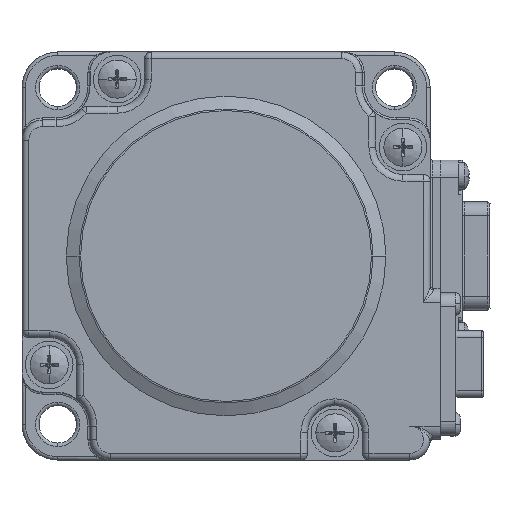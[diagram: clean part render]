
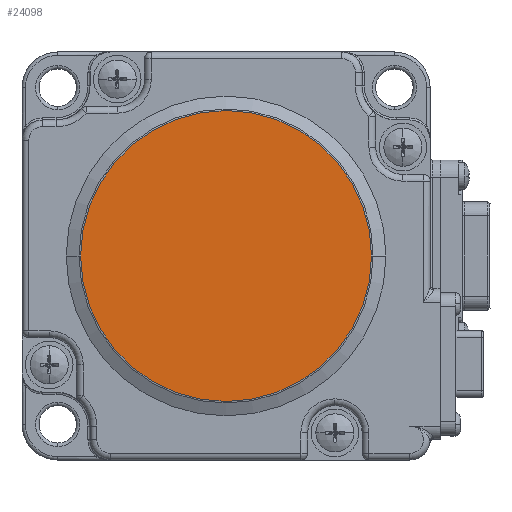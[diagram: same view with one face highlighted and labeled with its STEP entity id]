
A CAD part, front view. The second image highlights one B-rep face of the part: STEP entity #24098.
In plain terms, the highlighted planar face has unit normal (0, -1, 0).
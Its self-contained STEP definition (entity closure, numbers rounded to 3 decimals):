
#2854 = VERTEX_POINT ( 'NONE', #24062 ) ;
#3857 = AXIS2_PLACEMENT_3D ( 'NONE', #26785, #13206, #24358 ) ;
#5226 = CIRCLE ( 'NONE', #27137, 21.382 ) ;
#5682 = EDGE_CURVE ( 'NONE', #22811, #2854, #11641, .T. ) ;
#5895 = ORIENTED_EDGE ( 'NONE', *, *, #28051, .T. ) ;
#11641 = CIRCLE ( 'NONE', #3857, 21.382 ) ;
#11674 = ORIENTED_EDGE ( 'NONE', *, *, #5682, .T. ) ;
#13206 = DIRECTION ( 'NONE',  ( 0., -1., 0. ) ) ;
#15228 = DIRECTION ( 'NONE',  ( 0., -1., 0. ) ) ;
#17111 = CARTESIAN_POINT ( 'NONE',  ( -67.412, -57.246, 0. ) ) ;
#17410 = FACE_OUTER_BOUND ( 'NONE', #22837, .T. ) ;
#17701 = PLANE ( 'NONE',  #24296 ) ;
#19234 = CARTESIAN_POINT ( 'NONE',  ( -67.412, -57.246, 0. ) ) ;
#22811 = VERTEX_POINT ( 'NONE', #24477 ) ;
#22837 = EDGE_LOOP ( 'NONE', ( #11674, #5895 ) ) ;
#24062 = CARTESIAN_POINT ( 'NONE',  ( -46.03, -57.246, 0. ) ) ;
#24098 = ADVANCED_FACE ( 'NONE', ( #17410 ), #17701, .T. ) ;
#24296 = AXIS2_PLACEMENT_3D ( 'NONE', #17111, #24576, #27008 ) ;
#24358 = DIRECTION ( 'NONE',  ( -1., 0., 0. ) ) ;
#24477 = CARTESIAN_POINT ( 'NONE',  ( -88.794, -57.246, 0. ) ) ;
#24576 = DIRECTION ( 'NONE',  ( 0., -1., 0. ) ) ;
#26785 = CARTESIAN_POINT ( 'NONE',  ( -67.412, -57.246, 0. ) ) ;
#27008 = DIRECTION ( 'NONE',  ( -1., 0., 0. ) ) ;
#27137 = AXIS2_PLACEMENT_3D ( 'NONE', #19234, #15228, #28502 ) ;
#28051 = EDGE_CURVE ( 'NONE', #2854, #22811, #5226, .T. ) ;
#28502 = DIRECTION ( 'NONE',  ( -1., 0., 0. ) ) ;
